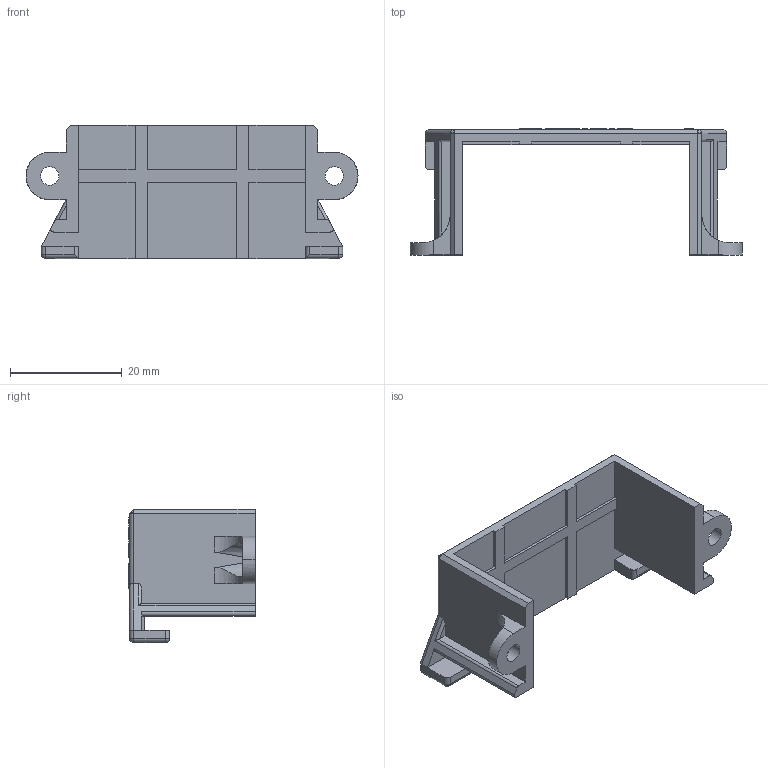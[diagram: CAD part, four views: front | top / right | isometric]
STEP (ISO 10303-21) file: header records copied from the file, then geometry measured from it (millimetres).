
FILE_DESCRIPTION (( 'STEP AP214' ), '1' );
FILE_NAME ('bkt18a.step', '2018-09-28T19:31:37', ( '' ), ( '' ), 'SwSTEP 2.0', 'SolidWorks 2016', '' );
FILE_SCHEMA (( 'AUTOMOTIVE_DESIGN' ));
Length unit declared in the file: millimetre
Products named in the file (1): bkt18a
Bounding box: 59.5 x 22.6 x 23.85 mm (x, y, z)
Volume: 4857.7 mm3; surface area: 4982.5 mm2
Topology: 1 solids, 1 shells, 284 faces, 766 edges, 498 vertices
Faces by surface type: plane 152, bspline 89, cylinder 33, cone 6, sphere 4
Entity records: 11320 total; most frequent: CARTESIAN_POINT 4820, ORIENTED_EDGE 1520, DIRECTION 998, EDGE_CURVE 760, VECTOR 510, LINE 510, VERTEX_POINT 498, EDGE_LOOP 308
